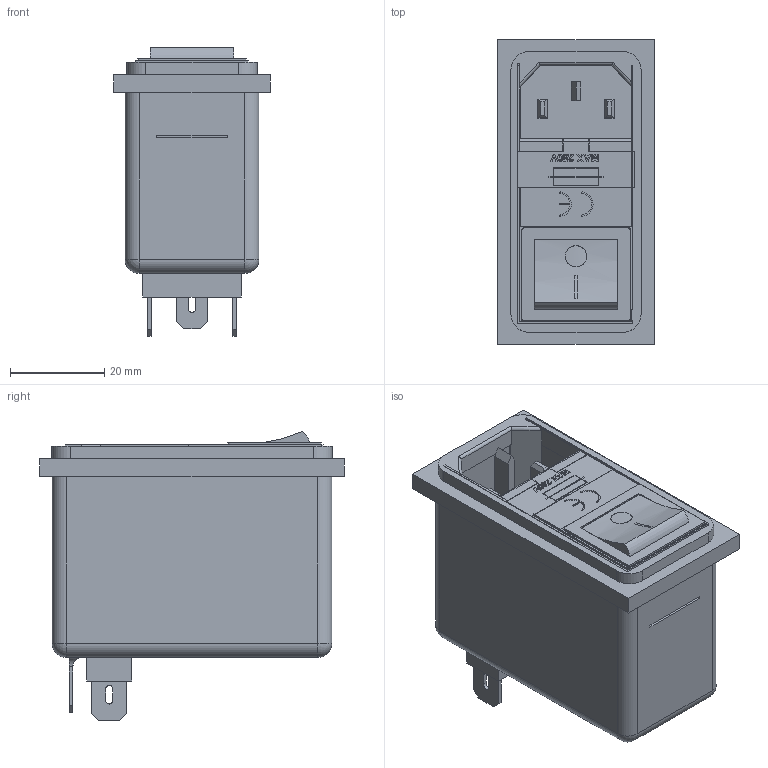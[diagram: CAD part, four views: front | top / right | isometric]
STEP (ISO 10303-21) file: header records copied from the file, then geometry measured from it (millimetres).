
FILE_DESCRIPTION (( 'STEP AP214' ), '1' );
FILE_NAME ('RIQ0242H2.step', '2015-09-21T11:30:28', ( '' ), ( '' ), 'SwSTEP 2.0', 'SolidWorks 2015', '' );
FILE_SCHEMA (( 'AUTOMOTIVE_DESIGN' ));
Length unit declared in the file: millimetre
Products named in the file (1): RIQ0242H2
Bounding box: 33.4 x 64.8 x 61.49 mm (x, y, z)
Volume: 72707.3 mm3; surface area: 17741 mm2
Topology: 5 solids, 5 shells, 397 faces, 1046 edges, 672 vertices
Faces by surface type: plane 282, cylinder 72, bspline 39, sphere 4
Entity records: 13699 total; most frequent: CARTESIAN_POINT 4055, ORIENTED_EDGE 2072, DIRECTION 1793, EDGE_CURVE 1036, LINE 829, VECTOR 829, VERTEX_POINT 672, AXIS2_PLACEMENT_3D 482
